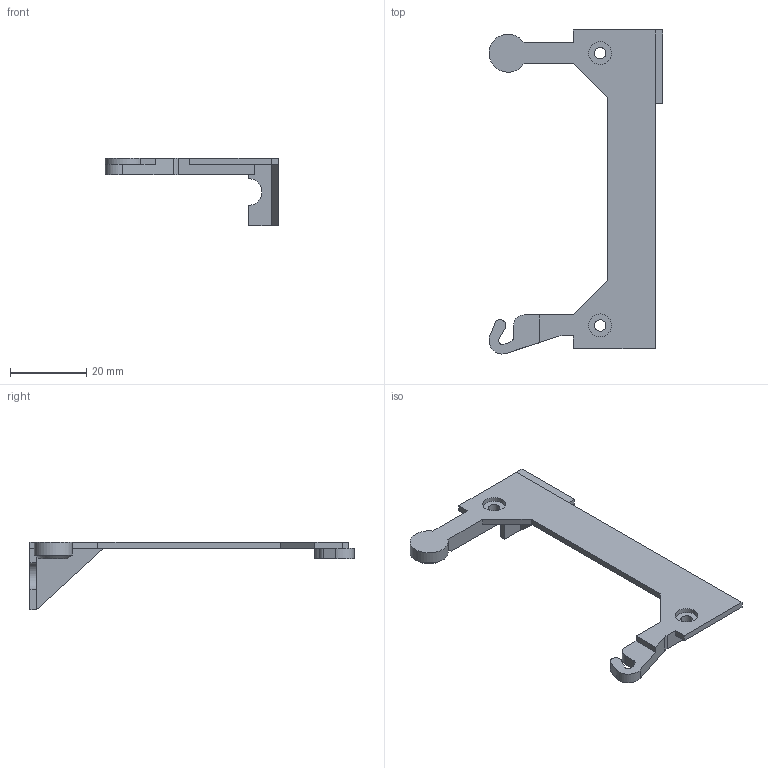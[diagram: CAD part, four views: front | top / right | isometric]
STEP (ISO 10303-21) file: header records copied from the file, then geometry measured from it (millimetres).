
FILE_DESCRIPTION(('FreeCAD Model'),'2;1');
FILE_NAME('Open CASCADE Shape Model','2025-11-22T22:03:12',(''),(''), 'Open CASCADE STEP processor 7.8','FreeCAD','Unknown');
FILE_SCHEMA(('AUTOMOTIVE_DESIGN { 1 0 10303 214 1 1 1 1 }'));
Length unit declared in the file: millimetre
Products named in the file (1): Mount_Right
Bounding box: 45.68 x 85.12 x 17.81 mm (x, y, z)
Volume: 4004.9 mm3; surface area: 4908.9 mm2
Topology: 1 solids, 1 shells, 55 faces, 143 edges, 94 vertices
Faces by surface type: plane 39, cylinder 14, cone 2
Full cylindrical faces by diameter (mm): 3 x2, 6 x3
Entity records: 1707 total; most frequent: CARTESIAN_POINT 295, DIRECTION 287, ORIENTED_EDGE 286, EDGE_CURVE 143, LINE 107, VECTOR 107, VERTEX_POINT 94, AXIS2_PLACEMENT_3D 90
